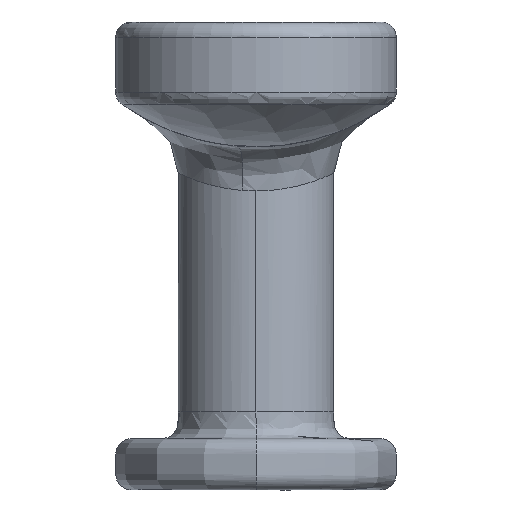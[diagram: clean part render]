
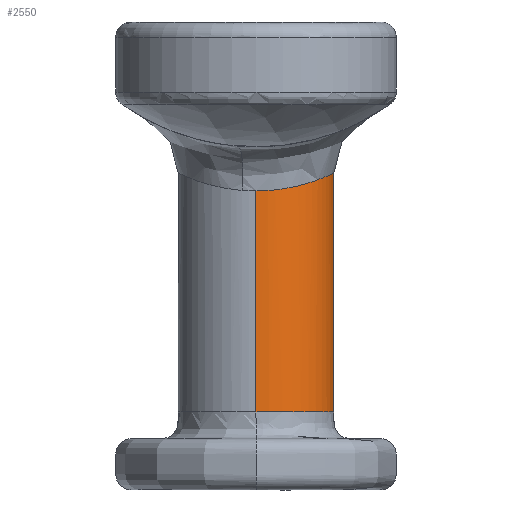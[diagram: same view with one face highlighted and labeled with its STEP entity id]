
A CAD part, left-side view. The second image highlights one B-rep face of the part: STEP entity #2550.
In plain terms, the highlighted cylindrical face has radius 5 mm (diameter 10 mm), a partial arc.
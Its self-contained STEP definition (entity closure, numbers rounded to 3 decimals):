
#24 = VERTEX_POINT ( 'NONE', #2227 ) ;
#50 = CARTESIAN_POINT ( 'NONE',  ( -555.34, -3.492, -10.294 ) ) ;
#66 = CARTESIAN_POINT ( 'NONE',  ( -560.703, -4.734, -9.795 ) ) ;
#230 = EDGE_CURVE ( 'NONE', #2264, #2509, #3212, .T. ) ;
#270 = CARTESIAN_POINT ( 'NONE',  ( -562.985, -3.073, -25. ) ) ;
#303 = CARTESIAN_POINT ( 'NONE',  ( -558.519, -5.009, -9.662 ) ) ;
#351 = CARTESIAN_POINT ( 'NONE',  ( -563.983, -0.483, -10.826 ) ) ;
#438 = CARTESIAN_POINT ( 'NONE',  ( -553.987, 0., -17.326 ) ) ;
#503 = CARTESIAN_POINT ( 'NONE',  ( -553.987, 0., -10.827 ) ) ;
#510 = CARTESIAN_POINT ( 'NONE',  ( -553.987, 0., -25. ) ) ;
#541 = CARTESIAN_POINT ( 'NONE',  ( -560.155, -4.892, -9.717 ) ) ;
#557 = CARTESIAN_POINT ( 'NONE',  ( -559.067, -5.029, -9.652 ) ) ;
#578 = CARTESIAN_POINT ( 'NONE',  ( -563.356, -2.518, -25. ) ) ;
#595 = VERTEX_POINT ( 'NONE', #503 ) ;
#626 = CARTESIAN_POINT ( 'NONE',  ( -554.066, -0.889, -10.794 ) ) ;
#672 = DIRECTION ( 'NONE',  ( 0., 0., -1. ) ) ;
#683 = EDGE_CURVE ( 'NONE', #2264, #24, #1043, .T. ) ;
#832 = CARTESIAN_POINT ( 'NONE',  ( -563.566, -2.148, -10.648 ) ) ;
#853 = CARTESIAN_POINT ( 'NONE',  ( -553.987, -0.654, -25. ) ) ;
#885 = EDGE_LOOP ( 'NONE', ( #2899, #2015, #3245, #1893, #1825 ) ) ;
#976 = CARTESIAN_POINT ( 'NONE',  ( -554.014, -0.601, -10.816 ) ) ;
#978 = VECTOR ( 'NONE', #1620, 1000. ) ;
#1043 = LINE ( 'NONE', #3124, #978 ) ;
#1045 = B_SPLINE_CURVE_WITH_KNOTS ( 'NONE', 3,
 ( #1993, #2255, #976, #3314 ),
 .UNSPECIFIED., .F., .F.,
 ( 4, 4 ),
 ( 0., 1. ),
 .UNSPECIFIED. ) ;
#1062 = CARTESIAN_POINT ( 'NONE',  ( -563.987, -0.654, -25. ) ) ;
#1092 = CARTESIAN_POINT ( 'NONE',  ( -554.518, -2.351, -10.599 ) ) ;
#1109 = CARTESIAN_POINT ( 'NONE',  ( -557.432, -4.785, -9.769 ) ) ;
#1122 = CARTESIAN_POINT ( 'NONE',  ( -554.205, -1.659, -10.733 ) ) ;
#1281 = AXIS2_PLACEMENT_3D ( 'NONE', #3219, #672, #1709 ) ;
#1331 = CARTESIAN_POINT ( 'NONE',  ( -560.295, -4.87, -25. ) ) ;
#1342 = CARTESIAN_POINT ( 'NONE',  ( -563.915, -0.967, -10.796 ) ) ;
#1566 = CARTESIAN_POINT ( 'NONE',  ( -562.059, -3.998, -25. ) ) ;
#1583 = CARTESIAN_POINT ( 'NONE',  ( -561.505, -4.369, -25. ) ) ;
#1601 = CARTESIAN_POINT ( 'NONE',  ( -558.332, -5., -25. ) ) ;
#1620 = DIRECTION ( 'NONE',  ( 0., 0., -1. ) ) ;
#1709 = DIRECTION ( 'NONE',  ( 1., 0., 0. ) ) ;
#1825 = ORIENTED_EDGE ( 'NONE', *, *, #2370, .T. ) ;
#1859 = EDGE_CURVE ( 'NONE', #24, #2586, #1946, .T. ) ;
#1876 = CARTESIAN_POINT ( 'NONE',  ( -554.117, -1.309, -25. ) ) ;
#1893 = ORIENTED_EDGE ( 'NONE', *, *, #2787, .F. ) ;
#1946 = B_SPLINE_CURVE_WITH_KNOTS ( 'NONE', 3,
 ( #3307, #1062, #2567, #578, #270, #1566, #1583, #1331, #2078, #1601, #3089, #2870, #2321, #2853, #2606, #1876, #853, #510 ),
 .UNSPECIFIED., .F., .F.,
 ( 4, 2, 2, 2, 2, 2, 2, 2, 4 ),
 ( 0., 0.125, 0.25, 0.375, 0.5, 0.625, 0.75, 0.875, 1. ),
 .UNSPECIFIED. ) ;
#1993 = CARTESIAN_POINT ( 'NONE',  ( -553.987, 0., -10.827 ) ) ;
#2015 = ORIENTED_EDGE ( 'NONE', *, *, #683, .T. ) ;
#2039 = LINE ( 'NONE', #438, #3140 ) ;
#2044 = CARTESIAN_POINT ( 'NONE',  ( -553.987, 0., -25. ) ) ;
#2078 = CARTESIAN_POINT ( 'NONE',  ( -559.641, -5., -25. ) ) ;
#2109 = CARTESIAN_POINT ( 'NONE',  ( -554.066, -0.889, -10.794 ) ) ;
#2227 = CARTESIAN_POINT ( 'NONE',  ( -563.987, 0., -25. ) ) ;
#2255 = CARTESIAN_POINT ( 'NONE',  ( -553.987, -0.303, -10.828 ) ) ;
#2264 = VERTEX_POINT ( 'NONE', #2488 ) ;
#2321 = CARTESIAN_POINT ( 'NONE',  ( -555.914, -3.998, -25. ) ) ;
#2333 = CARTESIAN_POINT ( 'NONE',  ( -562.288, -3.817, -10.18 ) ) ;
#2350 = CARTESIAN_POINT ( 'NONE',  ( -556.882, -4.577, -9.868 ) ) ;
#2370 = EDGE_CURVE ( 'NONE', #595, #2509, #1045, .T. ) ;
#2427 = CYLINDRICAL_SURFACE ( 'NONE', #1281, 5. ) ;
#2488 = CARTESIAN_POINT ( 'NONE',  ( -563.986, 0., -10.827 ) ) ;
#2509 = VERTEX_POINT ( 'NONE', #626 ) ;
#2525 = DIRECTION ( 'NONE',  ( 0., 0., -1. ) ) ;
#2550 = ADVANCED_FACE ( 'NONE', ( #2967 ), #2427, .T. ) ;
#2567 = CARTESIAN_POINT ( 'NONE',  ( -563.857, -1.309, -25. ) ) ;
#2586 = VERTEX_POINT ( 'NONE', #2044 ) ;
#2606 = CARTESIAN_POINT ( 'NONE',  ( -554.618, -2.518, -25. ) ) ;
#2787 = EDGE_CURVE ( 'NONE', #595, #2586, #2039, .T. ) ;
#2848 = CARTESIAN_POINT ( 'NONE',  ( -563.986, 0., -10.827 ) ) ;
#2853 = CARTESIAN_POINT ( 'NONE',  ( -554.988, -3.073, -25. ) ) ;
#2870 = CARTESIAN_POINT ( 'NONE',  ( -556.469, -4.369, -25. ) ) ;
#2899 = ORIENTED_EDGE ( 'NONE', *, *, #230, .F. ) ;
#2967 = FACE_OUTER_BOUND ( 'NONE', #885, .T. ) ;
#3083 = CARTESIAN_POINT ( 'NONE',  ( -563.192, -2.79, -10.494 ) ) ;
#3089 = CARTESIAN_POINT ( 'NONE',  ( -557.678, -4.87, -25. ) ) ;
#3124 = CARTESIAN_POINT ( 'NONE',  ( -563.987, 0., -17.326 ) ) ;
#3134 = CARTESIAN_POINT ( 'NONE',  ( -561.772, -4.195, -10.027 ) ) ;
#3140 = VECTOR ( 'NONE', #2525, 1000. ) ;
#3152 = CARTESIAN_POINT ( 'NONE',  ( -555.837, -3.932, -10.13 ) ) ;
#3212 =( BOUNDED_CURVE ( )  B_SPLINE_CURVE ( 3, ( #2848, #351, #1342, #832, #3083, #2333, #3134, #66, #541, #557, #303, #1109, #2350, #3152, #50, #1092, #1122, #2109 ),
 .UNSPECIFIED., .F., .F. ) 
 B_SPLINE_CURVE_WITH_KNOTS ( ( 4, 2, 2, 2, 2, 2, 2, 2, 4 ),
 ( 0., 0.081, 0.212, 0.344, 0.475, 0.606, 0.737, 0.869, 1. ),
 .UNSPECIFIED. ) 
 CURVE ( )  GEOMETRIC_REPRESENTATION_ITEM ( )  RATIONAL_B_SPLINE_CURVE ( ( 1., 1., 1., 1., 1., 1., 1., 1., 1., 1., 1., 1., 1., 1., 1., 1., 1., 1. ) ) 
 REPRESENTATION_ITEM ( '' )  );
#3219 = CARTESIAN_POINT ( 'NONE',  ( -558.987, 0., -17.326 ) ) ;
#3245 = ORIENTED_EDGE ( 'NONE', *, *, #1859, .T. ) ;
#3307 = CARTESIAN_POINT ( 'NONE',  ( -563.987, 0., -25. ) ) ;
#3314 = CARTESIAN_POINT ( 'NONE',  ( -554.066, -0.889, -10.794 ) ) ;
